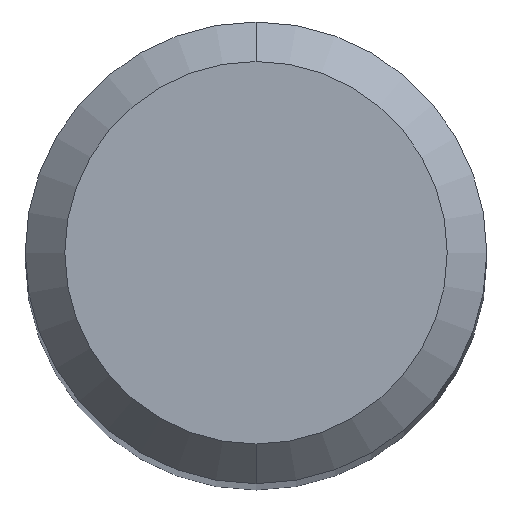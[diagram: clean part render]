
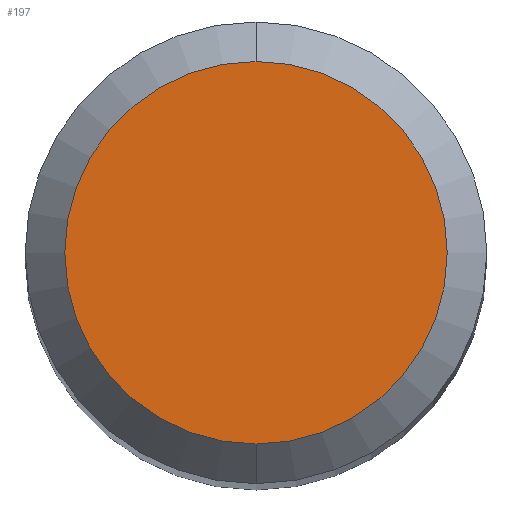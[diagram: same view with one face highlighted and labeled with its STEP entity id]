
A CAD part, top view. The second image highlights one B-rep face of the part: STEP entity #197.
In plain terms, the highlighted planar face has unit normal (0, 0, 1).
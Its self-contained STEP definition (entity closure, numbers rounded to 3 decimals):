
#173=VERTEX_POINT('',#405);
#197=ADVANCED_FACE('',(#434),#435,.T.);
#229=VERTEX_POINT('',#471);
#313=EDGE_CURVE('',#229,#173,#568,.T.);
#345=EDGE_CURVE('',#173,#229,#604,.T.);
#405=CARTESIAN_POINT('',(0.,-1.45,0.0));
#434=FACE_OUTER_BOUND('',#705,.T.);
#435=PLANE('',#706);
#471=CARTESIAN_POINT('',(0.0,1.45,0.0));
#568=CIRCLE('',#879,1.45);
#604=CIRCLE('',#921,1.45);
#705=EDGE_LOOP('',(#1007,#1008));
#706=AXIS2_PLACEMENT_3D('',#1009,#1010,#1011);
#879=AXIS2_PLACEMENT_3D('',#1189,#1190,#1191);
#921=AXIS2_PLACEMENT_3D('',#1238,#1239,#1240);
#1007=ORIENTED_EDGE('',*,*,#313,.F.);
#1008=ORIENTED_EDGE('',*,*,#345,.F.);
#1009=CARTESIAN_POINT('',(0.0,0.725,0.0));
#1010=DIRECTION('',(-0.0,0.0,1.0));
#1011=DIRECTION('',(0.0,-1.0,0.0));
#1189=CARTESIAN_POINT('',(0.0,0.0,0.0));
#1190=DIRECTION('',(0.0,0.0,-1.0));
#1191=DIRECTION('',(0.0,1.0,0.0));
#1238=CARTESIAN_POINT('',(0.0,0.0,0.0));
#1239=DIRECTION('',(0.0,0.0,-1.0));
#1240=DIRECTION('',(0.0,1.0,0.0));
